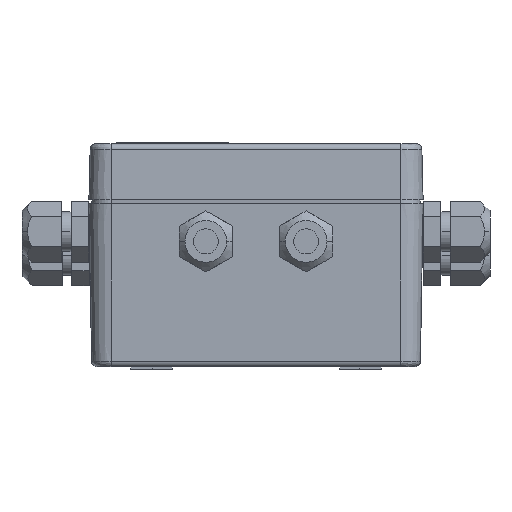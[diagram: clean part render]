
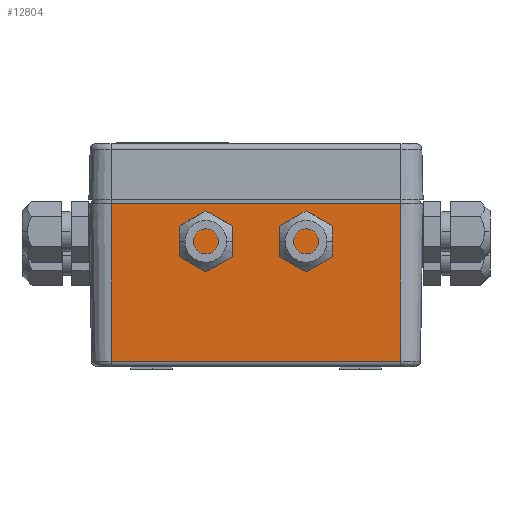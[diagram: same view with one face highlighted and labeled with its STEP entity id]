
A CAD part, left-side view. The second image highlights one B-rep face of the part: STEP entity #12804.
In plain terms, the highlighted planar face has unit normal (-1, 0, -0.017).
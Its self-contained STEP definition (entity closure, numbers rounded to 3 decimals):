
#501 = CARTESIAN_POINT ( 'NONE',  ( -110., -52., 58.5 ) ) ;
#849 = ORIENTED_EDGE ( 'NONE', *, *, #19791, .F. ) ;
#1356 = ORIENTED_EDGE ( 'NONE', *, *, #8061, .F. ) ;
#1700 = AXIS2_PLACEMENT_3D ( 'NONE', #11864, #2182, #13494 ) ;
#2071 = VECTOR ( 'NONE', #6758, 1000. ) ;
#2109 = CARTESIAN_POINT ( 'NONE',  ( -110., 52., 58.5 ) ) ;
#2182 = DIRECTION ( 'NONE',  ( 1., 0., 0.017 ) ) ;
#2504 = DIRECTION ( 'NONE',  ( 0., 1., 0. ) ) ;
#5560 = LINE ( 'NONE', #11931, #9847 ) ;
#6758 = DIRECTION ( 'NONE',  ( 0.017, 0., -1. ) ) ;
#7220 = DIRECTION ( 'NONE',  ( 0., -1., 0. ) ) ;
#7863 = CARTESIAN_POINT ( 'NONE',  ( -109.034, 52., 1.966 ) ) ;
#8061 = EDGE_CURVE ( 'NONE', #17233, #19197, #15862, .T. ) ;
#9252 = VERTEX_POINT ( 'NONE', #501 ) ;
#9341 = EDGE_CURVE ( 'NONE', #19197, #9252, #5560, .T. ) ;
#9847 = VECTOR ( 'NONE', #7220, 1000. ) ;
#9916 = FACE_OUTER_BOUND ( 'NONE', #14221, .T. ) ;
#10678 = LINE ( 'NONE', #11610, #2071 ) ;
#10707 = LINE ( 'NONE', #13804, #15005 ) ;
#11610 = CARTESIAN_POINT ( 'NONE',  ( -109.034, -52., 1.966 ) ) ;
#11864 = CARTESIAN_POINT ( 'NONE',  ( -109.034, 52., 1.966 ) ) ;
#11931 = CARTESIAN_POINT ( 'NONE',  ( -110., 52., 58.5 ) ) ;
#12156 = EDGE_CURVE ( 'NONE', #9252, #15742, #10678, .T. ) ;
#12804 = ADVANCED_FACE ( 'NONE', ( #9916 ), #16668, .F. ) ;
#13402 = ORIENTED_EDGE ( 'NONE', *, *, #12156, .F. ) ;
#13494 = DIRECTION ( 'NONE',  ( 0.017, 0., -1. ) ) ;
#13677 = CARTESIAN_POINT ( 'NONE',  ( -109.034, -52., 1.966 ) ) ;
#13804 = CARTESIAN_POINT ( 'NONE',  ( -109.034, 52., 1.966 ) ) ;
#14221 = EDGE_LOOP ( 'NONE', ( #17904, #1356, #849, #13402 ) ) ;
#15005 = VECTOR ( 'NONE', #2504, 1000. ) ;
#15742 = VERTEX_POINT ( 'NONE', #13677 ) ;
#15862 = LINE ( 'NONE', #7863, #20158 ) ;
#16668 = PLANE ( 'NONE',  #1700 ) ;
#17233 = VERTEX_POINT ( 'NONE', #20568 ) ;
#17549 = DIRECTION ( 'NONE',  ( -0.017, 0., 1. ) ) ;
#17904 = ORIENTED_EDGE ( 'NONE', *, *, #9341, .F. ) ;
#19197 = VERTEX_POINT ( 'NONE', #2109 ) ;
#19791 = EDGE_CURVE ( 'NONE', #15742, #17233, #10707, .T. ) ;
#20158 = VECTOR ( 'NONE', #17549, 1000. ) ;
#20568 = CARTESIAN_POINT ( 'NONE',  ( -109.034, 52., 1.966 ) ) ;
